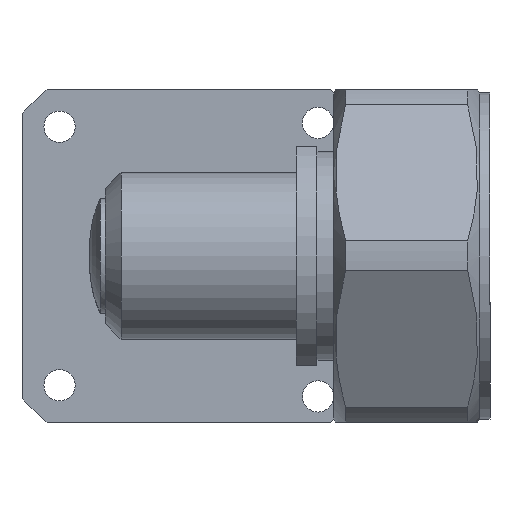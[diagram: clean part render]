
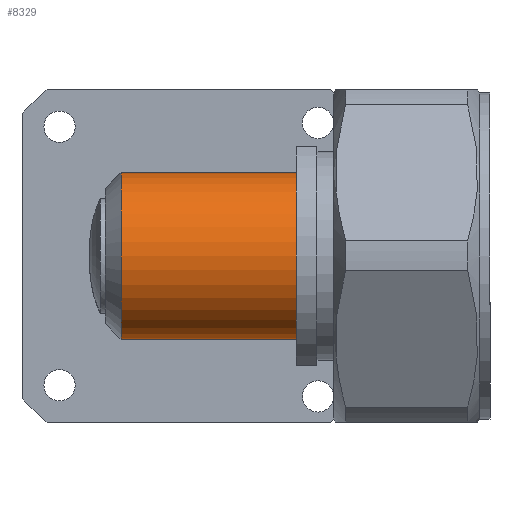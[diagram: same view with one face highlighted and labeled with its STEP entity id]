
A CAD part, left-side view. The second image highlights one B-rep face of the part: STEP entity #8329.
In plain terms, the highlighted cylindrical face has radius 8 mm (diameter 16 mm), a partial arc.
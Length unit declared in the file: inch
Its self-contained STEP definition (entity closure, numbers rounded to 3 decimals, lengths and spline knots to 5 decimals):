
#90 = DIRECTION ( 'NONE',  ( -1., 0., 0. ) ) ;
#368 = EDGE_CURVE ( 'NONE', #4739, #1484, #5051, .T. ) ;
#473 = ORIENTED_EDGE ( 'NONE', *, *, #3767, .F. ) ;
#853 = LINE ( 'NONE', #9551, #6432 ) ;
#1484 = VERTEX_POINT ( 'NONE', #7237 ) ;
#1593 = CARTESIAN_POINT ( 'NONE',  ( 1.37795, 0., 0. ) ) ;
#1681 = VECTOR ( 'NONE', #4201, 39.37008 ) ;
#2026 = AXIS2_PLACEMENT_3D ( 'NONE', #6017, #6644, #4571 ) ;
#2058 = VERTEX_POINT ( 'NONE', #3125 ) ;
#2086 = AXIS2_PLACEMENT_3D ( 'NONE', #1593, #90, #6166 ) ;
#2185 = CYLINDRICAL_SURFACE ( 'NONE', #2026, 0.31496 ) ;
#2240 = ORIENTED_EDGE ( 'NONE', *, *, #8105, .T. ) ;
#2613 = CIRCLE ( 'NONE', #5572, 0.31496 ) ;
#2816 = CARTESIAN_POINT ( 'NONE',  ( 0.71654, 0., 0. ) ) ;
#3010 = DIRECTION ( 'NONE',  ( -1., 0., 0. ) ) ;
#3038 = FACE_OUTER_BOUND ( 'NONE', #8058, .T. ) ;
#3125 = CARTESIAN_POINT ( 'NONE',  ( 0.71654, 0., 0.31496 ) ) ;
#3423 = CARTESIAN_POINT ( 'NONE',  ( 1.43701, 0., -0.31496 ) ) ;
#3767 = EDGE_CURVE ( 'NONE', #4739, #8438, #7939, .T. ) ;
#4201 = DIRECTION ( 'NONE',  ( -1., 0., 0. ) ) ;
#4571 = DIRECTION ( 'NONE',  ( 0., 0., 1. ) ) ;
#4739 = VERTEX_POINT ( 'NONE', #5387 ) ;
#5051 = CIRCLE ( 'NONE', #2086, 0.31496 ) ;
#5077 = DIRECTION ( 'NONE',  ( 1., 0., 0. ) ) ;
#5387 = CARTESIAN_POINT ( 'NONE',  ( 1.37795, 0., -0.31496 ) ) ;
#5572 = AXIS2_PLACEMENT_3D ( 'NONE', #2816, #5077, #9497 ) ;
#6017 = CARTESIAN_POINT ( 'NONE',  ( 1.43701, 0., 0. ) ) ;
#6166 = DIRECTION ( 'NONE',  ( 0., 0., -1. ) ) ;
#6432 = VECTOR ( 'NONE', #3010, 39.37008 ) ;
#6644 = DIRECTION ( 'NONE',  ( -1., 0., 0. ) ) ;
#7237 = CARTESIAN_POINT ( 'NONE',  ( 1.37795, 0., 0.31496 ) ) ;
#7939 = LINE ( 'NONE', #3423, #1681 ) ;
#8058 = EDGE_LOOP ( 'NONE', ( #473, #8971, #9157, #2240 ) ) ;
#8105 = EDGE_CURVE ( 'NONE', #2058, #8438, #2613, .T. ) ;
#8329 = ADVANCED_FACE ( 'NONE', ( #3038 ), #2185, .T. ) ;
#8438 = VERTEX_POINT ( 'NONE', #9053 ) ;
#8971 = ORIENTED_EDGE ( 'NONE', *, *, #368, .T. ) ;
#9053 = CARTESIAN_POINT ( 'NONE',  ( 0.71654, 0., -0.31496 ) ) ;
#9157 = ORIENTED_EDGE ( 'NONE', *, *, #9449, .T. ) ;
#9449 = EDGE_CURVE ( 'NONE', #1484, #2058, #853, .T. ) ;
#9497 = DIRECTION ( 'NONE',  ( 0., 0., -1. ) ) ;
#9551 = CARTESIAN_POINT ( 'NONE',  ( 1.43701, 0., 0.31496 ) ) ;
